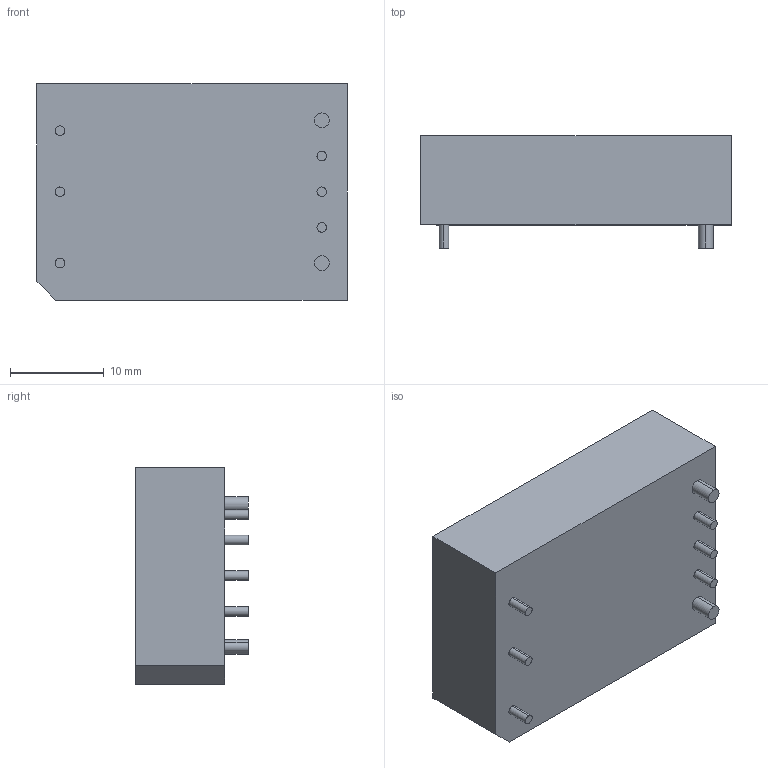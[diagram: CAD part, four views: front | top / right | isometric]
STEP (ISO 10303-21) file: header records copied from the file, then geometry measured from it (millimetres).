
FILE_DESCRIPTION (( 'STEP AP203' ), '1' );
FILE_NAME ('SRS3120N006N25W.SLDPRT.STEP', '2025-01-17T01:07:58', ( '' ), ( '' ), 'SwSTEP 2.0', 'SolidWorks 2023', '' );
FILE_SCHEMA (( 'CONFIG_CONTROL_DESIGN' ));
Length unit declared in the file: millimetre
Products named in the file (1): SRS3120N006N25W.SLDPRT
Bounding box: 33.1 x 12 x 23.1 mm (x, y, z)
Volume: 7266.7 mm3; surface area: 2654.6 mm2
Topology: 1 solids, 1 shells, 31 faces, 63 edges, 42 vertices
Faces by surface type: cylinder 16, plane 15
Entity records: 906 total; most frequent: DIRECTION 159, CARTESIAN_POINT 137, ORIENTED_EDGE 126, AXIS2_PLACEMENT_3D 64, EDGE_CURVE 63, VERTEX_POINT 42, EDGE_LOOP 39, CIRCLE 32
